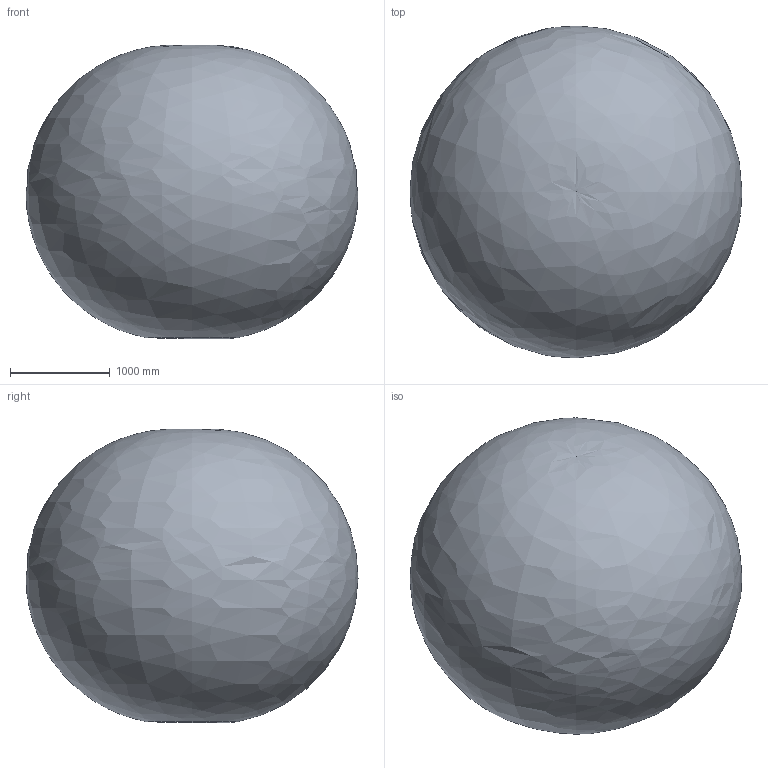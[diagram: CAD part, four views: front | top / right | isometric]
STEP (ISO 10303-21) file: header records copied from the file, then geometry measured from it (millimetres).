
FILE_DESCRIPTION(/* description */ ('Norm.iam Teamplte'),/* implementation_level */ '2;1');
FILE_NAME(/* name */ '3D-model_AT_00043.stp',/* time_stamp */ '2025-12-02T08:54:18+01:00',/* author */ ('Tim.Ketterer'),/* organization */ (''),/* preprocessor_version */ 'ST-DEVELOPER v19.2',/* originating_system */ 'Autodesk Inventor 2023',/* authorisation */ '');
FILE_SCHEMA (('AUTOMOTIVE_DESIGN { 1 0 10303 214 3 1 1 }'));
Products named in the file (12): AT_00043_DUMMY articc.o6-1742-20kg; MT_WST00108730 Dummy Grundgestell; MT_BGR00110322 DUMMY Karussell; MT_WST00114153 DUMMY Karussell; MT_WST00121349 Kabelbaum; MT_BGR00110321 DUMMY Schwinge; MT_WST00108736 Dummy Schwinge; MT_WST00121348 Kabelbaum; MT_WST00114749 Dummy Schulter; MT_WST00121326; MT_WST00121329; MT_WST00121325 Arbeitsbereich
Assembly tree (11 placements, depth 3):
  AT_00043_DUMMY articc.o6-1742-20kg
    MT_WST00108730 Dummy Grundgestell
    MT_BGR00110322 DUMMY Karussell
      MT_WST00114153 DUMMY Karussell
      MT_WST00121349 Kabelbaum
    MT_BGR00110321 DUMMY Schwinge
      MT_WST00108736 Dummy Schwinge
      MT_WST00121348 Kabelbaum
    MT_WST00114749 Dummy Schulter
    MT_WST00121326
    MT_WST00121329
    MT_WST00121325 Arbeitsbereich
Bounding box: 3329.91 x 3330.13 x 2947.06 mm (x, y, z)
Volume: 17632512845.2 mm3; surface area: 38647530.2 mm2
Topology: 9 solids, 16 shells, 4255 faces, 10196 edges, 6100 vertices
Faces by surface type: bspline 1334, plane 1162, cylinder 972, torus 433, cone 292, sphere 62
Full cylindrical faces by diameter (mm): 3.8 x3, 4 x4, 4.134 x5, 4.5 x1, 4.917 x9, 5 x6, 5.8 x1, 6 x1, 6.647 x10, 7 x14, 7.53 x1, 7.6 x12, 7.8 x1, 8 x8, 8.5 x23, 8.8 x2, 9 x2, 9.5 x6, 10 x41, 10.106 x4, 11 x5, 11.6 x2, 11.9 x1, 12.2 x1, 12.3 x1, 13 x44, 13.5 x6, 13.729 x1, 14 x18, 15 x6
Entity records: 177058 total; most frequent: CARTESIAN_POINT 80462, ORIENTED_EDGE 19988, DIRECTION 17680, EDGE_CURVE 9996, AXIS2_PLACEMENT_3D 7417, VERTEX_POINT 6100, EDGE_LOOP 4653, FACE_OUTER_BOUND 4255
